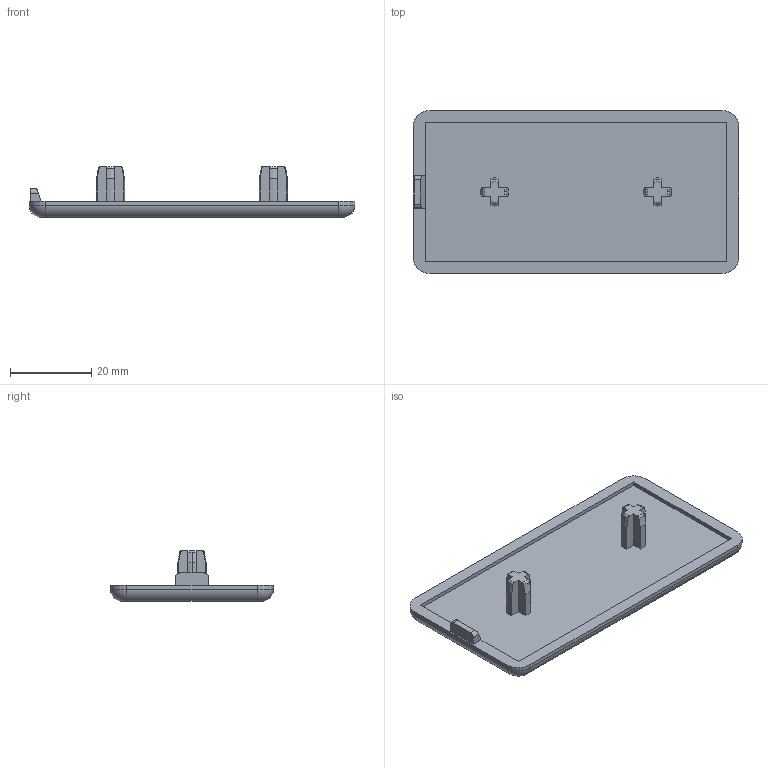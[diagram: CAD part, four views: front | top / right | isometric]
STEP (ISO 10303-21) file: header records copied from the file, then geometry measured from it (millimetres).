
FILE_DESCRIPTION (( 'STEP AP214' ), '1' );
FILE_NAME ('091009.STEP', '2014-08-21T13:45:07', ( '' ), ( '' ), 'SwSTEP 2.0', 'SolidWorks 2014', '' );
FILE_SCHEMA (( 'AUTOMOTIVE_DESIGN' ));
Length unit declared in the file: millimetre
Products named in the file (1): 091009
Bounding box: 80 x 40 x 12.5 mm (x, y, z)
Volume: 10265.3 mm3; surface area: 7748.5 mm2
Topology: 1 solids, 1 shells, 78 faces, 207 edges, 134 vertices
Faces by surface type: plane 34, cylinder 20, torus 14, cone 10
Entity records: 2519 total; most frequent: CARTESIAN_POINT 554, ORIENTED_EDGE 414, DIRECTION 397, EDGE_CURVE 207, AXIS2_PLACEMENT_3D 145, VERTEX_POINT 134, VECTOR 107, LINE 107
